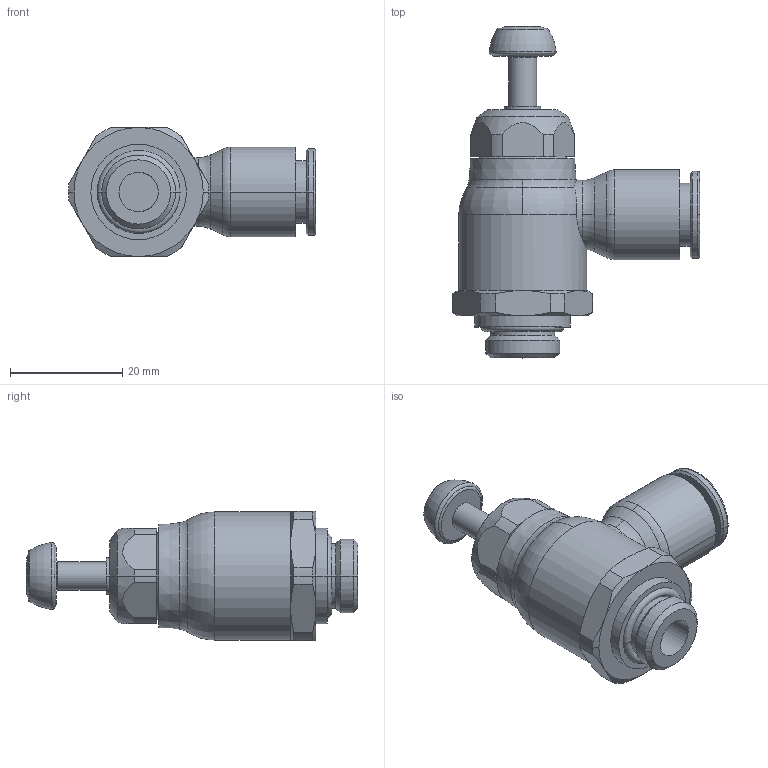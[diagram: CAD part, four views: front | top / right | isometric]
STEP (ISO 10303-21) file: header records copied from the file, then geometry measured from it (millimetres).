
FILE_DESCRIPTION(('STEP AP214'),'1');
FILE_NAME('7061_10_13.stp','2016-07-07T14:20:48',('TraceParts'),('TraceParts S.A.'),'Spatial InterOp 3D',' ',' ');
FILE_SCHEMA(('automotive_design'));
Length unit declared in the file: millimetre
Products named in the file (1): 1
Bounding box: 44 x 59.09 x 23 mm (x, y, z)
Volume: 14857.2 mm3; surface area: 7115.7 mm2
Topology: 1 solids, 1 shells, 118 faces, 303 edges, 197 vertices
Faces by surface type: cylinder 39, cone 31, plane 29, torus 19
Full cylindrical faces by diameter (mm): 5 x2, 22.801 x1
Entity records: 3855 total; most frequent: CARTESIAN_POINT 961, DIRECTION 657, ORIENTED_EDGE 580, EDGE_CURVE 290, AXIS2_PLACEMENT_3D 289, VERTEX_POINT 196, CIRCLE 170, EDGE_LOOP 143
